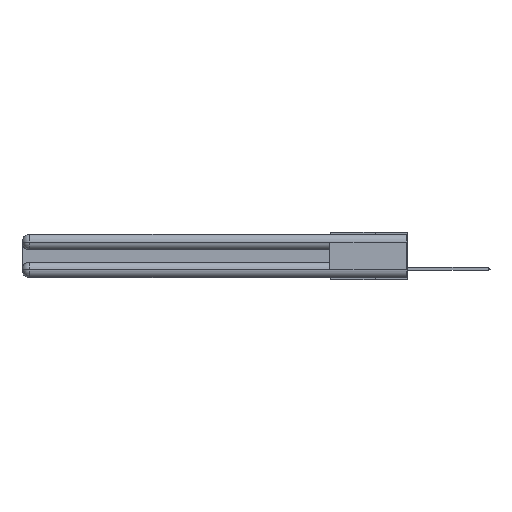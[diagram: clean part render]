
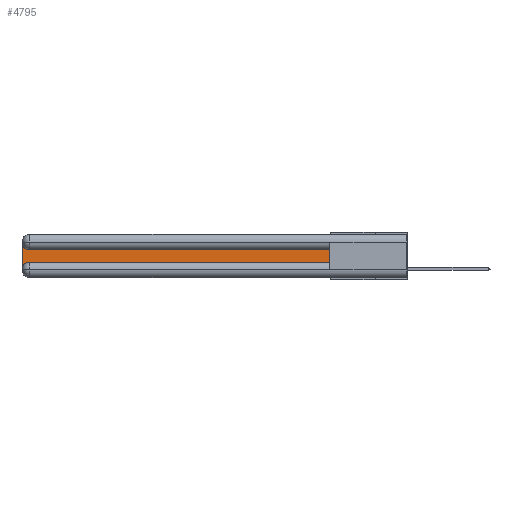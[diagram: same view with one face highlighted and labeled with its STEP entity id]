
A CAD part, left-side view. The second image highlights one B-rep face of the part: STEP entity #4795.
In plain terms, the highlighted planar face has unit normal (-1, 0, 0).
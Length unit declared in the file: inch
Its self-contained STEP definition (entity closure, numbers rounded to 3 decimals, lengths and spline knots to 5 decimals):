
#563 = VECTOR ( 'NONE', #13562, 39.37008 ) ;
#746 = EDGE_CURVE ( 'NONE', #13479, #8365, #22466, .T. ) ;
#1853 = VECTOR ( 'NONE', #8619, 39.37008 ) ;
#2633 = CARTESIAN_POINT ( 'NONE',  ( 0.075, 3., -0.2175 ) ) ;
#4305 = EDGE_CURVE ( 'NONE', #5209, #9124, #14816, .T. ) ;
#4795 = ADVANCED_FACE ( 'NONE', ( #9048 ), #12130, .F. ) ;
#5110 = DIRECTION ( 'NONE',  ( 0., 0., -1. ) ) ;
#5157 = CIRCLE ( 'NONE', #22682, 0.06 ) ;
#5209 = VERTEX_POINT ( 'NONE', #19129 ) ;
#7079 = VERTEX_POINT ( 'NONE', #8440 ) ;
#8365 = VERTEX_POINT ( 'NONE', #29480 ) ;
#8440 = CARTESIAN_POINT ( 'NONE',  ( 0.075, 2.94, -0.2175 ) ) ;
#8619 = DIRECTION ( 'NONE',  ( 0., -1., 0. ) ) ;
#9014 = ORIENTED_EDGE ( 'NONE', *, *, #31668, .T. ) ;
#9048 = FACE_OUTER_BOUND ( 'NONE', #12398, .T. ) ;
#9124 = VERTEX_POINT ( 'NONE', #13404 ) ;
#9719 = CARTESIAN_POINT ( 'NONE',  ( 0.075, 3., -0.1225 ) ) ;
#9722 = VECTOR ( 'NONE', #5110, 39.37008 ) ;
#9974 = CARTESIAN_POINT ( 'NONE',  ( 0.075, 0.6, -0.2175 ) ) ;
#11382 = AXIS2_PLACEMENT_3D ( 'NONE', #9719, #27010, #12225 ) ;
#12130 = PLANE ( 'NONE',  #11382 ) ;
#12225 = DIRECTION ( 'NONE',  ( 0., 0., -1. ) ) ;
#12398 = EDGE_LOOP ( 'NONE', ( #30631, #27292, #9014, #13596, #28470, #25753 ) ) ;
#13404 = CARTESIAN_POINT ( 'NONE',  ( 0.075, 0.6, -0.1225 ) ) ;
#13479 = VERTEX_POINT ( 'NONE', #27745 ) ;
#13562 = DIRECTION ( 'NONE',  ( 0., 1., 0. ) ) ;
#13596 = ORIENTED_EDGE ( 'NONE', *, *, #21458, .T. ) ;
#14816 = LINE ( 'NONE', #9974, #27573 ) ;
#14834 = EDGE_CURVE ( 'NONE', #7079, #5209, #21182, .T. ) ;
#15031 = DIRECTION ( 'NONE',  ( 1., 0., 0. ) ) ;
#15558 = LINE ( 'NONE', #2633, #9722 ) ;
#17371 = CARTESIAN_POINT ( 'NONE',  ( 0.075, 2.94, -0.0625 ) ) ;
#17844 = DIRECTION ( 'NONE',  ( 0., 0., -1. ) ) ;
#18244 = VERTEX_POINT ( 'NONE', #19932 ) ;
#18788 = CARTESIAN_POINT ( 'NONE',  ( 0.075, 0.6, -0.2175 ) ) ;
#19129 = CARTESIAN_POINT ( 'NONE',  ( 0.075, 0.6, -0.2175 ) ) ;
#19842 = DIRECTION ( 'NONE',  ( 0., 0., 1. ) ) ;
#19861 = DIRECTION ( 'NONE',  ( 0., 0., -1. ) ) ;
#19932 = CARTESIAN_POINT ( 'NONE',  ( 0.075, 3., -0.2775 ) ) ;
#21182 = LINE ( 'NONE', #18788, #1853 ) ;
#21458 = EDGE_CURVE ( 'NONE', #18244, #7079, #5157, .T. ) ;
#22466 = CIRCLE ( 'NONE', #24948, 0.06 ) ;
#22682 = AXIS2_PLACEMENT_3D ( 'NONE', #24983, #15031, #17844 ) ;
#24948 = AXIS2_PLACEMENT_3D ( 'NONE', #17371, #25022, #19861 ) ;
#24983 = CARTESIAN_POINT ( 'NONE',  ( 0.075, 2.94, -0.2775 ) ) ;
#25022 = DIRECTION ( 'NONE',  ( 1., 0., 0. ) ) ;
#25753 = ORIENTED_EDGE ( 'NONE', *, *, #4305, .T. ) ;
#27010 = DIRECTION ( 'NONE',  ( 1., 0., 0. ) ) ;
#27292 = ORIENTED_EDGE ( 'NONE', *, *, #746, .T. ) ;
#27573 = VECTOR ( 'NONE', #19842, 39.37008 ) ;
#27745 = CARTESIAN_POINT ( 'NONE',  ( 0.075, 2.94, -0.1225 ) ) ;
#28233 = CARTESIAN_POINT ( 'NONE',  ( 0.075, 0.6, -0.1225 ) ) ;
#28352 = LINE ( 'NONE', #28233, #563 ) ;
#28470 = ORIENTED_EDGE ( 'NONE', *, *, #14834, .T. ) ;
#29480 = CARTESIAN_POINT ( 'NONE',  ( 0.075, 3., -0.0625 ) ) ;
#30631 = ORIENTED_EDGE ( 'NONE', *, *, #31001, .T. ) ;
#31001 = EDGE_CURVE ( 'NONE', #9124, #13479, #28352, .T. ) ;
#31668 = EDGE_CURVE ( 'NONE', #8365, #18244, #15558, .T. ) ;
